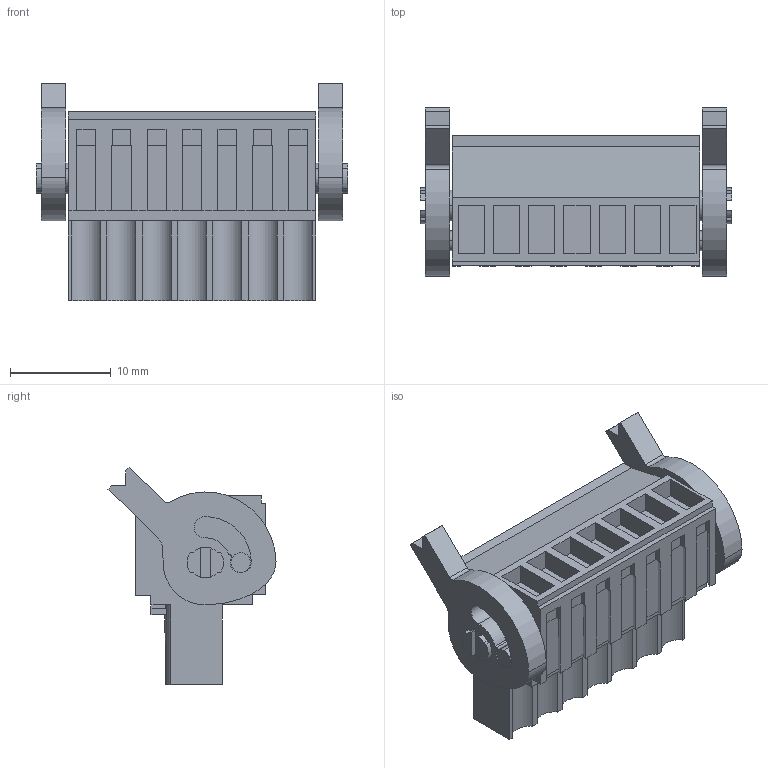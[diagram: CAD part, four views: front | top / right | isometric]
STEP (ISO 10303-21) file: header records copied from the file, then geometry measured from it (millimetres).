
FILE_DESCRIPTION(('CATIA V5 STEP Exchange','CAx-IF Rec.Pracs.--- Model Styling and Organization---1.2---2011-12-15'),'2;1');
FILE_NAME ('D1454449_0_1687700000_1687700000.stp','2017-04-25T12:23:31+00:00',('none'),('Weidmueller'),'CATIA Version 5-6 Release 2014','CATIA V5 STEP AP214','none');
FILE_SCHEMA(('AUTOMOTIVE_DESIGN { 1 0 10303 214 1 1 1 1 }'));
Length unit declared in the file: millimetre
Products named in the file (1): 1687700000
Bounding box: 30.9 x 16.66 x 21.53 mm (x, y, z)
Volume: 4161.7 mm3; surface area: 3834.3 mm2
Topology: 10 solids, 10 shells, 505 faces, 1405 edges, 952 vertices
Faces by surface type: plane 425, cylinder 78, extrusion 2
Entity records: 14981 total; most frequent: ORIENTED_EDGE 2810, CARTESIAN_POINT 2704, DIRECTION 2019, EDGE_CURVE 1405, VECTOR 1163, LINE 1161, VERTEX_POINT 952, AXIS2_PLACEMENT_3D 549
